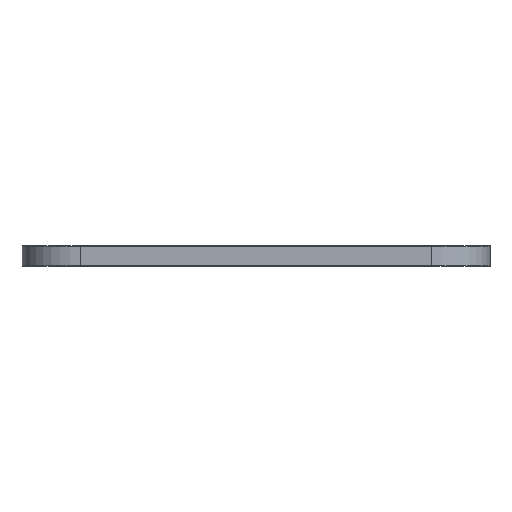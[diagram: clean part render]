
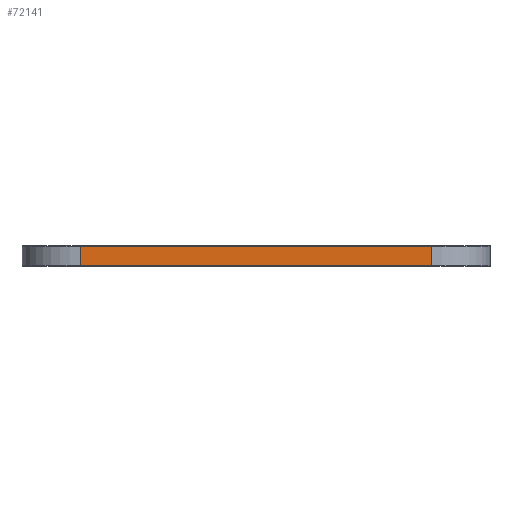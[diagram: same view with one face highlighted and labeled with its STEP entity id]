
A CAD part, left-side view. The second image highlights one B-rep face of the part: STEP entity #72141.
In plain terms, the highlighted planar face has unit normal (-1, 0, 0).
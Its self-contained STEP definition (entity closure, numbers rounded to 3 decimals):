
#71388 = VERTEX_POINT('',#71389);
#71389 = CARTESIAN_POINT('',(-35.75,21.,0.));
#71396 = EDGE_CURVE('',#71397,#71388,#71399,.T.);
#71397 = VERTEX_POINT('',#71398);
#71398 = CARTESIAN_POINT('',(-35.75,3.,0.));
#71399 = LINE('',#71400,#71401);
#71400 = CARTESIAN_POINT('',(-35.75,3.,0.));
#71401 = VECTOR('',#71402,1.);
#71402 = DIRECTION('',(0.,1.,0.));
#71738 = VERTEX_POINT('',#71739);
#71739 = CARTESIAN_POINT('',(-35.75,21.,1.));
#71746 = EDGE_CURVE('',#71747,#71738,#71749,.T.);
#71747 = VERTEX_POINT('',#71748);
#71748 = CARTESIAN_POINT('',(-35.75,3.,1.));
#71749 = LINE('',#71750,#71751);
#71750 = CARTESIAN_POINT('',(-35.75,3.,1.));
#71751 = VECTOR('',#71752,1.);
#71752 = DIRECTION('',(0.,1.,0.));
#72111 = EDGE_CURVE('',#71388,#71738,#72112,.T.);
#72112 = LINE('',#72113,#72114);
#72113 = CARTESIAN_POINT('',(-35.75,21.,0.));
#72114 = VECTOR('',#72115,1.);
#72115 = DIRECTION('',(0.,0.,1.));
#72141 = ADVANCED_FACE('',(#72142),#72153,.T.);
#72142 = FACE_BOUND('',#72143,.T.);
#72143 = EDGE_LOOP('',(#72144,#72150,#72151,#72152));
#72144 = ORIENTED_EDGE('',*,*,#72145,.T.);
#72145 = EDGE_CURVE('',#71397,#71747,#72146,.T.);
#72146 = LINE('',#72147,#72148);
#72147 = CARTESIAN_POINT('',(-35.75,3.,0.));
#72148 = VECTOR('',#72149,1.);
#72149 = DIRECTION('',(0.,0.,1.));
#72150 = ORIENTED_EDGE('',*,*,#71746,.T.);
#72151 = ORIENTED_EDGE('',*,*,#72111,.F.);
#72152 = ORIENTED_EDGE('',*,*,#71396,.F.);
#72153 = PLANE('',#72154);
#72154 = AXIS2_PLACEMENT_3D('',#72155,#72156,#72157);
#72155 = CARTESIAN_POINT('',(-35.75,3.,0.));
#72156 = DIRECTION('',(-1.,0.,0.));
#72157 = DIRECTION('',(0.,1.,0.));
